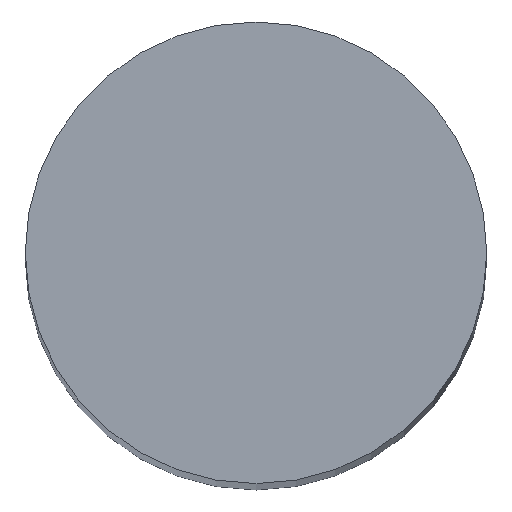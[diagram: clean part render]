
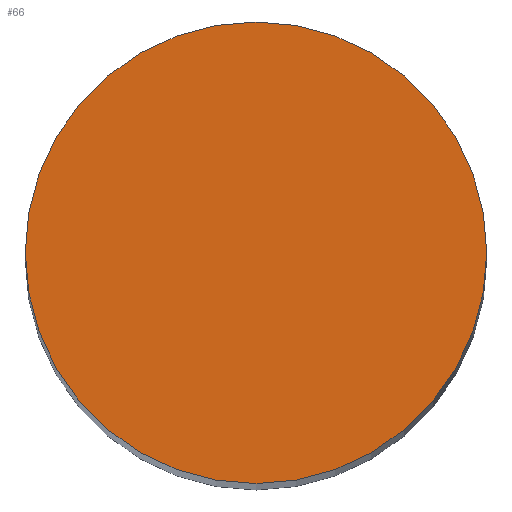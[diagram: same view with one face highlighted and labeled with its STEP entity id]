
A CAD part, top view. The second image highlights one B-rep face of the part: STEP entity #66.
In plain terms, the highlighted planar face has unit normal (0, 0, 1).
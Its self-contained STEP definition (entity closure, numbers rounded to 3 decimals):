
#18=PLANE('',#98);
#23=FACE_OUTER_BOUND('',#29,.T.);
#29=EDGE_LOOP('',(#59));
#37=CIRCLE('',#97,1.5);
#41=VERTEX_POINT('',#133);
#46=EDGE_CURVE('',#41,#41,#37,.T.);
#59=ORIENTED_EDGE('',*,*,#46,.T.);
#66=ADVANCED_FACE('',(#23),#18,.T.);
#97=AXIS2_PLACEMENT_3D('',#134,#116,#117);
#98=AXIS2_PLACEMENT_3D('',#136,#119,#120);
#116=DIRECTION('center_axis',(0.,0.,1.));
#117=DIRECTION('ref_axis',(1.,0.,0.));
#119=DIRECTION('center_axis',(0.,0.,1.));
#120=DIRECTION('ref_axis',(1.,0.,0.));
#133=CARTESIAN_POINT('',(-1.5,0.,4.));
#134=CARTESIAN_POINT('Origin',(0.,0.,4.));
#136=CARTESIAN_POINT('Origin',(0.,0.,4.));
